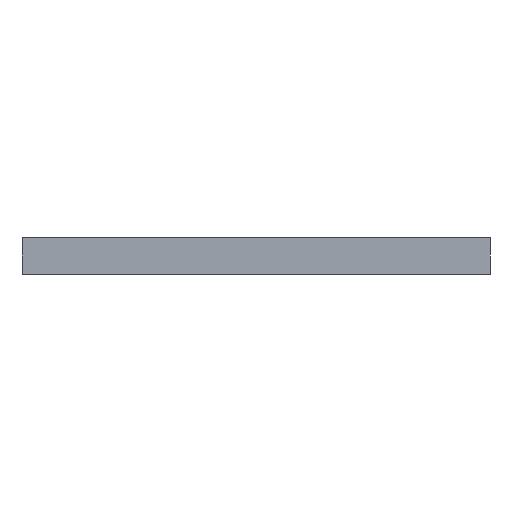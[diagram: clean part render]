
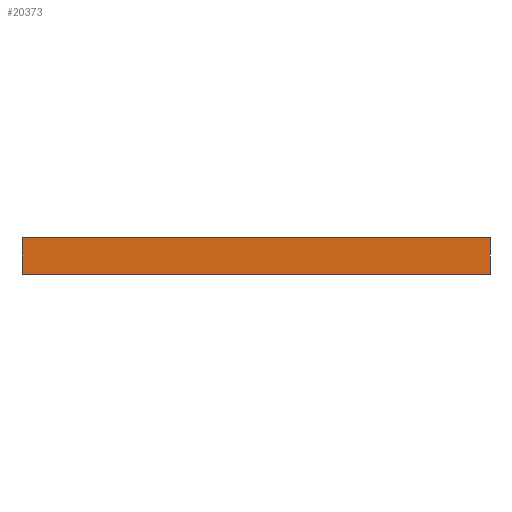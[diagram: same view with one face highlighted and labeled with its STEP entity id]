
A CAD part, left-side view. The second image highlights one B-rep face of the part: STEP entity #20373.
In plain terms, the highlighted planar face has unit normal (-1, 0, 0).
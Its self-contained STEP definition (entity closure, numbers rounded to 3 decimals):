
#3530=LINE('',#42216,#5201);
#3550=LINE('',#42258,#5221);
#3557=LINE('',#42271,#5228);
#3558=LINE('',#42272,#5229);
#5201=VECTOR('',#24265,10.);
#5221=VECTOR('',#24289,10.);
#5228=VECTOR('',#24298,10.);
#5229=VECTOR('',#24299,10.);
#6382=FACE_OUTER_BOUND('',#7633,.T.);
#7633=EDGE_LOOP('',(#18580,#18581,#18582,#18583));
#9794=VERTEX_POINT('',#42213);
#9795=VERTEX_POINT('',#42215);
#9814=VERTEX_POINT('',#42255);
#9815=VERTEX_POINT('',#42257);
#12737=EDGE_CURVE('',#9795,#9794,#3530,.T.);
#12757=EDGE_CURVE('',#9815,#9814,#3550,.T.);
#12764=EDGE_CURVE('',#9815,#9794,#3557,.T.);
#12765=EDGE_CURVE('',#9814,#9795,#3558,.T.);
#18580=ORIENTED_EDGE('',*,*,#12737,.T.);
#18581=ORIENTED_EDGE('',*,*,#12764,.F.);
#18582=ORIENTED_EDGE('',*,*,#12757,.T.);
#18583=ORIENTED_EDGE('',*,*,#12765,.T.);
#19289=PLANE('',#21183);
#20373=ADVANCED_FACE('',(#6382),#19289,.F.);
#21183=AXIS2_PLACEMENT_3D('',#42270,#24296,#24297);
#24265=DIRECTION('',(0.,1.,0.));
#24289=DIRECTION('',(0.,-1.,0.));
#24296=DIRECTION('center_axis',(1.,0.,0.));
#24297=DIRECTION('ref_axis',(0.,1.,0.));
#24298=DIRECTION('',(0.,0.,1.));
#24299=DIRECTION('',(0.,0.,1.));
#42213=CARTESIAN_POINT('',(-156.,113.5,2.));
#42215=CARTESIAN_POINT('',(-156.,-38.5,2.));
#42216=CARTESIAN_POINT('',(-156.,-37.5,2.));
#42255=CARTESIAN_POINT('',(-156.,-38.5,-10.));
#42257=CARTESIAN_POINT('',(-156.,113.5,-10.));
#42258=CARTESIAN_POINT('',(-156.,75.5,-10.));
#42270=CARTESIAN_POINT('Origin',(-156.,-38.5,0.));
#42271=CARTESIAN_POINT('',(-156.,113.5,0.));
#42272=CARTESIAN_POINT('',(-156.,-38.5,0.));
